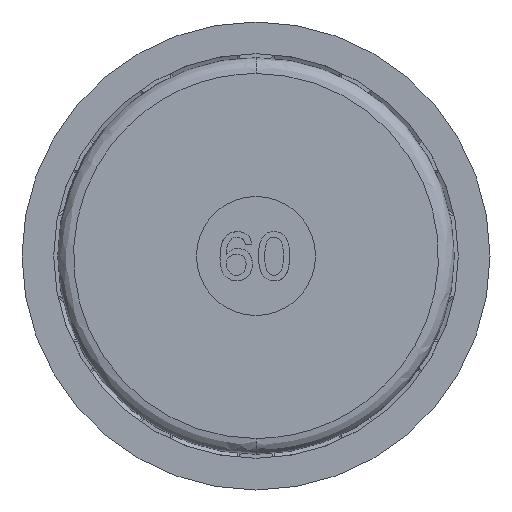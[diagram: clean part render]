
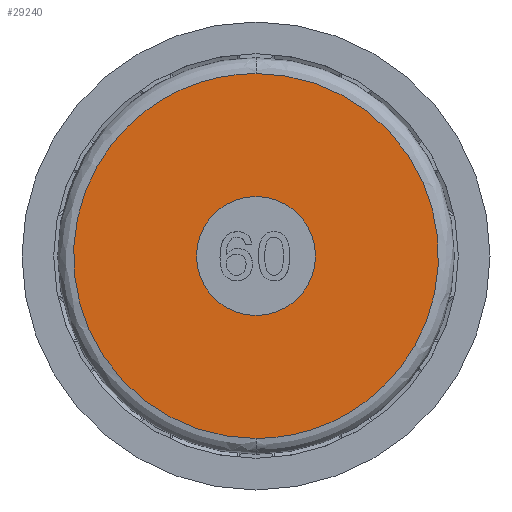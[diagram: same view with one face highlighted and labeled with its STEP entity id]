
A CAD part, front view. The second image highlights one B-rep face of the part: STEP entity #29240.
In plain terms, the highlighted planar face has unit normal (0, -1, 0).
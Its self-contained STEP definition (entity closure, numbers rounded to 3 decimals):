
#27542 = EDGE_CURVE('',#27543,#27545,#27547,.T.);
#27543 = VERTEX_POINT('',#27544);
#27544 = CARTESIAN_POINT('',(0.,-2.,-23.));
#27545 = VERTEX_POINT('',#27546);
#27546 = CARTESIAN_POINT('',(0.,-2.,23.));
#27547 = SURFACE_CURVE('',#27548,(#27553,#27577),.PCURVE_S1.);
#27548 = ( BOUNDED_CURVE() B_SPLINE_CURVE(3,(#27549,#27550,#27551,#27552
),.UNSPECIFIED.,.F.,.F.) B_SPLINE_CURVE_WITH_KNOTS((4,4),(0.,1.),
.PIECEWISE_BEZIER_KNOTS.) CURVE() GEOMETRIC_REPRESENTATION_ITEM() 
RATIONAL_B_SPLINE_CURVE((1.,0.333,0.333,1.)) 
REPRESENTATION_ITEM('') );
#27549 = CARTESIAN_POINT('',(0.,-2.,-23.));
#27550 = CARTESIAN_POINT('',(-46.,-2.,-23.));
#27551 = CARTESIAN_POINT('',(-46.,-2.,23.));
#27552 = CARTESIAN_POINT('',(0.,-2.,23.));
#27553 = PCURVE('',#27554,#27571);
#27554 = ( BOUNDED_SURFACE() B_SPLINE_SURFACE(3,3,(
    (#27555,#27556,#27557,#27558)
    ,(#27559,#27560,#27561,#27562)
    ,(#27563,#27564,#27565,#27566)
    ,(#27567,#27568,#27569,#27570
)),.UNSPECIFIED.,.F.,.F.,.F.) B_SPLINE_SURFACE_WITH_KNOTS((4,4),(4,4),(
    0.,1.),(0.,1.),.PIECEWISE_BEZIER_KNOTS.) 
GEOMETRIC_REPRESENTATION_ITEM() RATIONAL_B_SPLINE_SURFACE((
    (1.,0.333,0.333,1.)
    ,(0.805,0.268,0.268,0.805)
    ,(0.805,0.268,0.268,0.805)
,(1.,0.333,0.333,1.
))) REPRESENTATION_ITEM('') SURFACE() );
#27555 = CARTESIAN_POINT('',(0.,-2.,23.));
#27556 = CARTESIAN_POINT('',(-46.,-2.,23.));
#27557 = CARTESIAN_POINT('',(-46.,-2.,-23.));
#27558 = CARTESIAN_POINT('',(0.,-2.,-23.));
#27559 = CARTESIAN_POINT('',(0.,-2.,24.172));
#27560 = CARTESIAN_POINT('',(-48.343,-2.,24.172));
#27561 = CARTESIAN_POINT('',(-48.343,-2.,-24.172));
#27562 = CARTESIAN_POINT('',(0.,-2.,-24.172));
#27563 = CARTESIAN_POINT('',(0.,-1.172,25.));
#27564 = CARTESIAN_POINT('',(-50.,-1.172,25.));
#27565 = CARTESIAN_POINT('',(-50.,-1.172,-25.));
#27566 = CARTESIAN_POINT('',(0.,-1.172,-25.));
#27567 = CARTESIAN_POINT('',(0.,0.,25.)
  );
#27568 = CARTESIAN_POINT('',(-50.,0.,25.));
#27569 = CARTESIAN_POINT('',(-50.,0.,-25.));
#27570 = CARTESIAN_POINT('',(0.,0.,
    -25.));
#27571 = DEFINITIONAL_REPRESENTATION('',(#27572),#27576);
#27572 = LINE('',#27573,#27574);
#27573 = CARTESIAN_POINT('',(0.,1.));
#27574 = VECTOR('',#27575,1.);
#27575 = DIRECTION('',(0.,-1.));
#27576 = ( GEOMETRIC_REPRESENTATION_CONTEXT(2) 
PARAMETRIC_REPRESENTATION_CONTEXT() REPRESENTATION_CONTEXT('2D SPACE',''
  ) );
#27577 = PCURVE('',#27578,#27583);
#27578 = PLANE('',#27579);
#27579 = AXIS2_PLACEMENT_3D('',#27580,#27581,#27582);
#27580 = CARTESIAN_POINT('',(7.5,-2.,0.));
#27581 = DIRECTION('',(0.,-1.,0.));
#27582 = DIRECTION('',(0.,0.,-1.));
#27583 = DEFINITIONAL_REPRESENTATION('',(#27584),#27589);
#27584 = ( BOUNDED_CURVE() B_SPLINE_CURVE(3,(#27585,#27586,#27587,#27588
),.UNSPECIFIED.,.F.,.F.) B_SPLINE_CURVE_WITH_KNOTS((4,4),(0.,1.),
.PIECEWISE_BEZIER_KNOTS.) CURVE() GEOMETRIC_REPRESENTATION_ITEM() 
RATIONAL_B_SPLINE_CURVE((1.,0.333,0.333,1.)) 
REPRESENTATION_ITEM('') );
#27585 = CARTESIAN_POINT('',(23.,-7.5));
#27586 = CARTESIAN_POINT('',(23.,-53.5));
#27587 = CARTESIAN_POINT('',(-23.,-53.5));
#27588 = CARTESIAN_POINT('',(-23.,-7.5));
#27589 = ( GEOMETRIC_REPRESENTATION_CONTEXT(2) 
PARAMETRIC_REPRESENTATION_CONTEXT() REPRESENTATION_CONTEXT('2D SPACE',''
  ) );
#27630 = ( BOUNDED_SURFACE() B_SPLINE_SURFACE(3,3,(
    (#27631,#27632,#27633,#27634)
    ,(#27635,#27636,#27637,#27638)
    ,(#27639,#27640,#27641,#27642)
    ,(#27643,#27644,#27645,#27646
)),.UNSPECIFIED.,.F.,.F.,.F.) B_SPLINE_SURFACE_WITH_KNOTS((4,4),(4,4),(
    0.,1.),(0.,1.),.PIECEWISE_BEZIER_KNOTS.) 
GEOMETRIC_REPRESENTATION_ITEM() RATIONAL_B_SPLINE_SURFACE((
    (1.,0.333,0.333,1.)
    ,(0.805,0.268,0.268,0.805)
    ,(0.805,0.268,0.268,0.805)
,(1.,0.333,0.333,1.
))) REPRESENTATION_ITEM('') SURFACE() );
#27631 = CARTESIAN_POINT('',(0.,-2.,-23.));
#27632 = CARTESIAN_POINT('',(46.,-2.,-23.));
#27633 = CARTESIAN_POINT('',(46.,-2.,23.));
#27634 = CARTESIAN_POINT('',(0.,-2.,23.));
#27635 = CARTESIAN_POINT('',(0.,-2.,-24.172));
#27636 = CARTESIAN_POINT('',(48.343,-2.,-24.172));
#27637 = CARTESIAN_POINT('',(48.343,-2.,24.172));
#27638 = CARTESIAN_POINT('',(0.,-2.,24.172));
#27639 = CARTESIAN_POINT('',(0.,-1.172,-25.));
#27640 = CARTESIAN_POINT('',(50.,-1.172,-25.));
#27641 = CARTESIAN_POINT('',(50.,-1.172,25.));
#27642 = CARTESIAN_POINT('',(0.,-1.172,25.));
#27643 = CARTESIAN_POINT('',(0.,0.,-25.
    ));
#27644 = CARTESIAN_POINT('',(50.,0.,-25.));
#27645 = CARTESIAN_POINT('',(50.,0.,25.));
#27646 = CARTESIAN_POINT('',(0.,0.,25.)
  );
#28018 = VERTEX_POINT('',#28019);
#28019 = CARTESIAN_POINT('',(0.,-2.,-7.5));
#28026 = CYLINDRICAL_SURFACE('',#28027,7.5);
#28027 = AXIS2_PLACEMENT_3D('',#28028,#28029,#28030);
#28028 = CARTESIAN_POINT('',(0.,-2.,0.));
#28029 = DIRECTION('',(0.,1.,0.));
#28030 = DIRECTION('',(0.,0.,-1.));
#28038 = CYLINDRICAL_SURFACE('',#28039,7.5);
#28039 = AXIS2_PLACEMENT_3D('',#28040,#28041,#28042);
#28040 = CARTESIAN_POINT('',(0.,-2.,0.));
#28041 = DIRECTION('',(0.,1.,0.));
#28042 = DIRECTION('',(0.,0.,-1.));
#28050 = EDGE_CURVE('',#28018,#28051,#28053,.T.);
#28051 = VERTEX_POINT('',#28052);
#28052 = CARTESIAN_POINT('',(0.,-2.,7.5));
#28053 = SURFACE_CURVE('',#28054,(#28059,#28066),.PCURVE_S1.);
#28054 = CIRCLE('',#28055,7.5);
#28055 = AXIS2_PLACEMENT_3D('',#28056,#28057,#28058);
#28056 = CARTESIAN_POINT('',(0.,-2.,0.));
#28057 = DIRECTION('',(0.,1.,0.));
#28058 = DIRECTION('',(0.,0.,-1.));
#28059 = PCURVE('',#28026,#28060);
#28060 = DEFINITIONAL_REPRESENTATION('',(#28061),#28065);
#28061 = LINE('',#28062,#28063);
#28062 = CARTESIAN_POINT('',(0.,0.));
#28063 = VECTOR('',#28064,1.);
#28064 = DIRECTION('',(1.,0.));
#28065 = ( GEOMETRIC_REPRESENTATION_CONTEXT(2) 
PARAMETRIC_REPRESENTATION_CONTEXT() REPRESENTATION_CONTEXT('2D SPACE',''
  ) );
#28066 = PCURVE('',#27578,#28067);
#28067 = DEFINITIONAL_REPRESENTATION('',(#28068),#28076);
#28068 = ( BOUNDED_CURVE() B_SPLINE_CURVE(2,(#28069,#28070,#28071,#28072
    ,#28073,#28074,#28075),.UNSPECIFIED.,.T.,.F.) 
B_SPLINE_CURVE_WITH_KNOTS((1,2,2,2,2,1),(-2.094,0.,
    2.094,4.189,6.283,8.378),
.UNSPECIFIED.) CURVE() GEOMETRIC_REPRESENTATION_ITEM() 
RATIONAL_B_SPLINE_CURVE((1.,0.5,1.,0.5,1.,0.5,1.)) REPRESENTATION_ITEM(
  '') );
#28069 = CARTESIAN_POINT('',(7.5,-7.5));
#28070 = CARTESIAN_POINT('',(7.5,-20.49));
#28071 = CARTESIAN_POINT('',(-3.75,-13.995));
#28072 = CARTESIAN_POINT('',(-15.,-7.5));
#28073 = CARTESIAN_POINT('',(-3.75,-1.005));
#28074 = CARTESIAN_POINT('',(7.5,5.49));
#28075 = CARTESIAN_POINT('',(7.5,-7.5));
#28076 = ( GEOMETRIC_REPRESENTATION_CONTEXT(2) 
PARAMETRIC_REPRESENTATION_CONTEXT() REPRESENTATION_CONTEXT('2D SPACE',''
  ) );
#29211 = EDGE_CURVE('',#27545,#27543,#29212,.T.);
#29212 = SURFACE_CURVE('',#29213,(#29218,#29225),.PCURVE_S1.);
#29213 = ( BOUNDED_CURVE() B_SPLINE_CURVE(3,(#29214,#29215,#29216,#29217
),.UNSPECIFIED.,.F.,.F.) B_SPLINE_CURVE_WITH_KNOTS((4,4),(0.,1.),
.PIECEWISE_BEZIER_KNOTS.) CURVE() GEOMETRIC_REPRESENTATION_ITEM() 
RATIONAL_B_SPLINE_CURVE((1.,0.333,0.333,1.)) 
REPRESENTATION_ITEM('') );
#29214 = CARTESIAN_POINT('',(0.,-2.,23.));
#29215 = CARTESIAN_POINT('',(46.,-2.,23.));
#29216 = CARTESIAN_POINT('',(46.,-2.,-23.));
#29217 = CARTESIAN_POINT('',(0.,-2.,-23.));
#29218 = PCURVE('',#27630,#29219);
#29219 = DEFINITIONAL_REPRESENTATION('',(#29220),#29224);
#29220 = LINE('',#29221,#29222);
#29221 = CARTESIAN_POINT('',(0.,1.));
#29222 = VECTOR('',#29223,1.);
#29223 = DIRECTION('',(0.,-1.));
#29224 = ( GEOMETRIC_REPRESENTATION_CONTEXT(2) 
PARAMETRIC_REPRESENTATION_CONTEXT() REPRESENTATION_CONTEXT('2D SPACE',''
  ) );
#29225 = PCURVE('',#27578,#29226);
#29226 = DEFINITIONAL_REPRESENTATION('',(#29227),#29232);
#29227 = ( BOUNDED_CURVE() B_SPLINE_CURVE(3,(#29228,#29229,#29230,#29231
),.UNSPECIFIED.,.F.,.F.) B_SPLINE_CURVE_WITH_KNOTS((4,4),(0.,1.),
.PIECEWISE_BEZIER_KNOTS.) CURVE() GEOMETRIC_REPRESENTATION_ITEM() 
RATIONAL_B_SPLINE_CURVE((1.,0.333,0.333,1.)) 
REPRESENTATION_ITEM('') );
#29228 = CARTESIAN_POINT('',(-23.,-7.5));
#29229 = CARTESIAN_POINT('',(-23.,38.5));
#29230 = CARTESIAN_POINT('',(23.,38.5));
#29231 = CARTESIAN_POINT('',(23.,-7.5));
#29232 = ( GEOMETRIC_REPRESENTATION_CONTEXT(2) 
PARAMETRIC_REPRESENTATION_CONTEXT() REPRESENTATION_CONTEXT('2D SPACE',''
  ) );
#29240 = ADVANCED_FACE('',(#29241,#29245),#27578,.T.);
#29241 = FACE_BOUND('',#29242,.T.);
#29242 = EDGE_LOOP('',(#29243,#29244));
#29243 = ORIENTED_EDGE('',*,*,#29211,.F.);
#29244 = ORIENTED_EDGE('',*,*,#27542,.F.);
#29245 = FACE_BOUND('',#29246,.T.);
#29246 = EDGE_LOOP('',(#29247,#29248));
#29247 = ORIENTED_EDGE('',*,*,#28050,.T.);
#29248 = ORIENTED_EDGE('',*,*,#29249,.T.);
#29249 = EDGE_CURVE('',#28051,#28018,#29250,.T.);
#29250 = SURFACE_CURVE('',#29251,(#29256,#29267),.PCURVE_S1.);
#29251 = CIRCLE('',#29252,7.5);
#29252 = AXIS2_PLACEMENT_3D('',#29253,#29254,#29255);
#29253 = CARTESIAN_POINT('',(0.,-2.,0.));
#29254 = DIRECTION('',(0.,1.,0.));
#29255 = DIRECTION('',(0.,0.,-1.));
#29256 = PCURVE('',#27578,#29257);
#29257 = DEFINITIONAL_REPRESENTATION('',(#29258),#29266);
#29258 = ( BOUNDED_CURVE() B_SPLINE_CURVE(2,(#29259,#29260,#29261,#29262
    ,#29263,#29264,#29265),.UNSPECIFIED.,.T.,.F.) 
B_SPLINE_CURVE_WITH_KNOTS((1,2,2,2,2,1),(-2.094,0.,
    2.094,4.189,6.283,8.378),
.UNSPECIFIED.) CURVE() GEOMETRIC_REPRESENTATION_ITEM() 
RATIONAL_B_SPLINE_CURVE((1.,0.5,1.,0.5,1.,0.5,1.)) REPRESENTATION_ITEM(
  '') );
#29259 = CARTESIAN_POINT('',(7.5,-7.5));
#29260 = CARTESIAN_POINT('',(7.5,-20.49));
#29261 = CARTESIAN_POINT('',(-3.75,-13.995));
#29262 = CARTESIAN_POINT('',(-15.,-7.5));
#29263 = CARTESIAN_POINT('',(-3.75,-1.005));
#29264 = CARTESIAN_POINT('',(7.5,5.49));
#29265 = CARTESIAN_POINT('',(7.5,-7.5));
#29266 = ( GEOMETRIC_REPRESENTATION_CONTEXT(2) 
PARAMETRIC_REPRESENTATION_CONTEXT() REPRESENTATION_CONTEXT('2D SPACE',''
  ) );
#29267 = PCURVE('',#28038,#29268);
#29268 = DEFINITIONAL_REPRESENTATION('',(#29269),#29273);
#29269 = LINE('',#29270,#29271);
#29270 = CARTESIAN_POINT('',(0.,0.));
#29271 = VECTOR('',#29272,1.);
#29272 = DIRECTION('',(1.,0.));
#29273 = ( GEOMETRIC_REPRESENTATION_CONTEXT(2) 
PARAMETRIC_REPRESENTATION_CONTEXT() REPRESENTATION_CONTEXT('2D SPACE',''
  ) );
